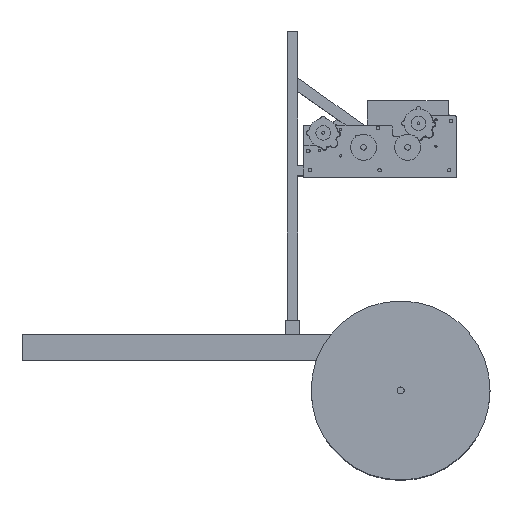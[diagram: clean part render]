
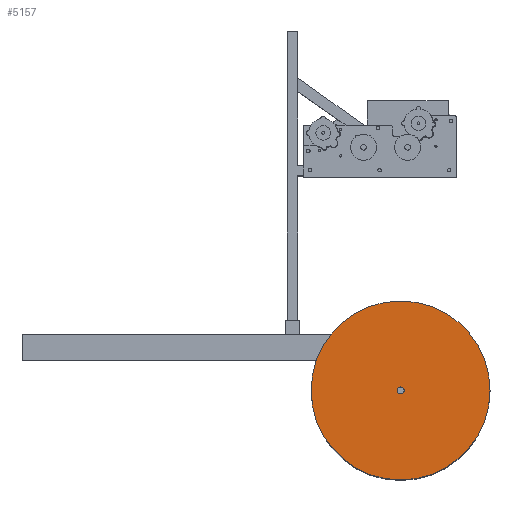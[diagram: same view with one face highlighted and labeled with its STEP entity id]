
A CAD part, top view. The second image highlights one B-rep face of the part: STEP entity #5157.
In plain terms, the highlighted planar face has unit normal (0, 0, 1).
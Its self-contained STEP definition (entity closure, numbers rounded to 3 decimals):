
#143=CIRCLE('',#5679,10.);
#145=CIRCLE('',#5682,254.);
#575=FACE_BOUND('',#1066,.T.);
#770=FACE_OUTER_BOUND('',#1065,.T.);
#1065=EDGE_LOOP('',(#3921));
#1066=EDGE_LOOP('',(#3922));
#2428=VERTEX_POINT('',#8244);
#2430=VERTEX_POINT('',#8250);
#2978=EDGE_CURVE('',#2428,#2428,#143,.T.);
#2981=EDGE_CURVE('',#2430,#2430,#145,.T.);
#3921=ORIENTED_EDGE('',*,*,#2981,.T.);
#3922=ORIENTED_EDGE('',*,*,#2978,.T.);
#4986=PLANE('',#5684);
#5157=ADVANCED_FACE('',(#770,#575),#4986,.T.);
#5679=AXIS2_PLACEMENT_3D('',#8245,#6590,#6591);
#5682=AXIS2_PLACEMENT_3D('',#8251,#6597,#6598);
#5684=AXIS2_PLACEMENT_3D('',#8255,#6602,#6603);
#6590=DIRECTION('center_axis',(0.,0.,-1.));
#6591=DIRECTION('ref_axis',(-1.,0.,0.));
#6597=DIRECTION('center_axis',(0.,0.,1.));
#6598=DIRECTION('ref_axis',(-1.,0.,0.));
#6602=DIRECTION('center_axis',(0.,0.,1.));
#6603=DIRECTION('ref_axis',(-1.,0.,0.));
#8244=CARTESIAN_POINT('',(332.,-1020.,687.));
#8245=CARTESIAN_POINT('Origin',(322.,-1020.,687.));
#8250=CARTESIAN_POINT('',(576.,-1020.,687.));
#8251=CARTESIAN_POINT('Origin',(322.,-1020.,687.));
#8255=CARTESIAN_POINT('Origin',(322.,-1020.,687.));
